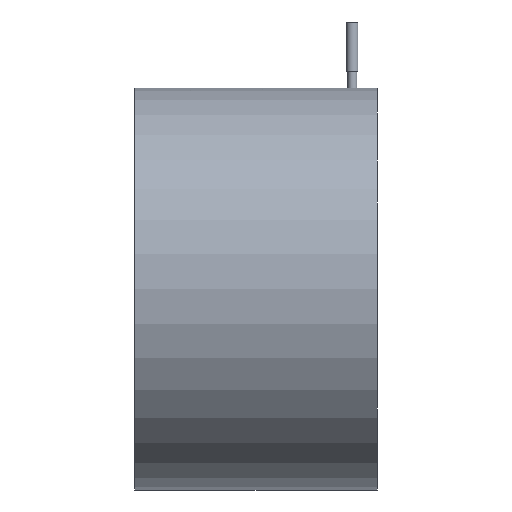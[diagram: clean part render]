
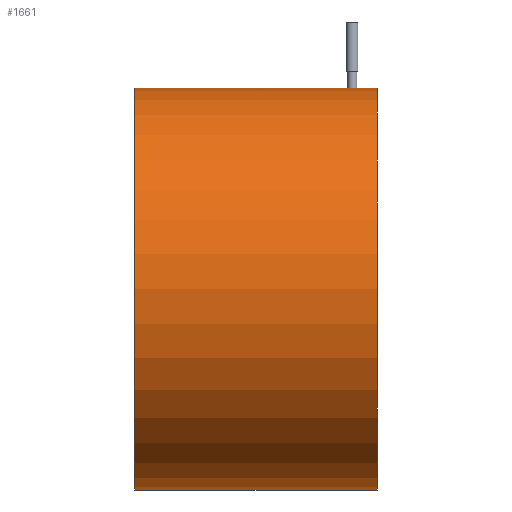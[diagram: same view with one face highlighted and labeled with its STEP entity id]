
A CAD part, front view. The second image highlights one B-rep face of the part: STEP entity #1661.
In plain terms, the highlighted cylindrical face has radius 104.013 mm (diameter 208.026 mm), a partial arc.
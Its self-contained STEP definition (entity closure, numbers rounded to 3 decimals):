
#1462=CARTESIAN_POINT('POINT192',(114.935,0.,
   104.013));
#1463=VERTEX_POINT('VERTEX192',#1462);
#1471=CARTESIAN_POINT('POINT193',(110.109,0.,
   104.013));
#1472=VERTEX_POINT('VERTEX193',#1471);
#1479=CARTESIAN_POINT('POINT194',(112.522,-2.413,
   103.985));
#1480=VERTEX_POINT('VERTEX194',#1479);
#1481=B_SPLINE_CURVE_WITH_KNOTS('SPLINE_CRV4',3,(#1482,#1483,#1484,#1485
   ,#1486,#1487,#1488,#1489,#1490,#1491),.UNSPECIFIED.,.F.,.F.,(4,2,2,2,
   4),(0.,0.036,0.072,
   0.107,0.143),.UNSPECIFIED.);
#1482=CARTESIAN_POINT('',(112.522,-2.413,103.985)
   );
#1483=CARTESIAN_POINT('',(112.219,-2.413,
   103.985));
#1484=CARTESIAN_POINT('',(111.896,-2.352,
   103.986));
#1485=CARTESIAN_POINT('',(111.301,-2.106,
   103.992));
#1486=CARTESIAN_POINT('',(111.03,-1.92,
   103.995));
#1487=CARTESIAN_POINT('',(110.602,-1.492,
   104.003));
#1488=CARTESIAN_POINT('',(110.416,-1.221,
   104.006));
#1489=CARTESIAN_POINT('',(110.17,-0.626,
   104.012));
#1490=CARTESIAN_POINT('',(110.109,-0.303,
   104.013));
#1491=CARTESIAN_POINT('',(110.109,0.,
   104.013));
#1492=EDGE_CURVE('EDGE307',#1480,#1472,#1481,.T.);
#1494=B_SPLINE_CURVE_WITH_KNOTS('SPLINE_CRV5',3,(#1495,#1496,#1497,#1498
   ,#1499,#1500,#1501,#1502,#1503,#1504),.UNSPECIFIED.,.F.,.F.,(4,2,2,2,
   4),(0.429,0.465,0.501,
   0.537,0.573),.UNSPECIFIED.);
#1495=CARTESIAN_POINT('',(114.935,0.,
   104.013));
#1496=CARTESIAN_POINT('',(114.935,-0.303,
   104.013));
#1497=CARTESIAN_POINT('',(114.874,-0.626,
   104.012));
#1498=CARTESIAN_POINT('',(114.628,-1.221,
   104.006));
#1499=CARTESIAN_POINT('',(114.442,-1.492,
   104.003));
#1500=CARTESIAN_POINT('',(114.014,-1.92,
   103.995));
#1501=CARTESIAN_POINT('',(113.743,-2.106,
   103.992));
#1502=CARTESIAN_POINT('',(113.148,-2.352,
   103.986));
#1503=CARTESIAN_POINT('',(112.825,-2.413,
   103.985));
#1504=CARTESIAN_POINT('',(112.522,-2.413,103.985)
   );
#1505=EDGE_CURVE('EDGE308',#1463,#1480,#1494,.T.);
#1570=CARTESIAN_POINT('POINT195',(0.,
   0.,104.013));
#1571=VERTEX_POINT('VERTEX195',#1570);
#1572=CARTESIAN_POINT('POINT196',(0.,
   0.,-104.013));
#1573=VERTEX_POINT('VERTEX196',#1572);
#1574=CARTESIAN_POINT('POS293',(0.,0.,0.)
   );
#1575=DIRECTION('DIR470',(-1.,0.,0.));
#1576=DIRECTION('DIR471',(0.,0.,1.));
#1577=AXIS2_PLACEMENT_3D('AXIS178',#1574,#1575,#1576);
#1578=CIRCLE('ELLIPSE95',#1577,104.013);
#1581=EDGE_CURVE('EDGE311',#1573,#1571,#1578,.T.);
#1611=CARTESIAN_POINT('POINT197',(125.476,0.,
   104.013));
#1612=VERTEX_POINT('VERTEX197',#1611);
#1613=CARTESIAN_POINT('POINT198',(125.476,0.,
   -104.013));
#1614=VERTEX_POINT('VERTEX198',#1613);
#1615=CARTESIAN_POINT('POS295',(125.476,0.,0.));
#1616=DIRECTION('DIR474',(-1.,0.,0.));
#1617=DIRECTION('DIR475',(0.,0.,1.));
#1618=AXIS2_PLACEMENT_3D('AXIS180',#1615,#1616,#1617);
#1619=CIRCLE('ELLIPSE96',#1618,104.013);
#1622=EDGE_CURVE('EDGE313',#1614,#1612,#1619,.T.);
#1632=CARTESIAN_POINT('POS297',(62.738,0.,
   104.013));
#1633=DIRECTION('DIR478',(-1.,0.,0.));
#1634=VECTOR('VEC116',#1633,1.);
#1635=LINE('STRAIGHT116',#1632,#1634);
#1636=EDGE_CURVE('EDGE314',#1612,#1463,#1635,.T.);
#1637=ORIENTED_EDGE('COEDGE620',*,*,#1636,.T.);
#1638=ORIENTED_EDGE('COEDGE621',*,*,#1505,.T.);
#1639=ORIENTED_EDGE('COEDGE622',*,*,#1492,.T.);
#1640=CARTESIAN_POINT('POS298',(62.738,0.,
   104.013));
#1641=DIRECTION('DIR479',(-1.,0.,0.));
#1642=VECTOR('VEC117',#1641,1.);
#1643=LINE('STRAIGHT117',#1640,#1642);
#1644=EDGE_CURVE('EDGE315',#1472,#1571,#1643,.T.);
#1645=ORIENTED_EDGE('COEDGE623',*,*,#1644,.T.);
#1646=ORIENTED_EDGE('COEDGE624',*,*,#1581,.F.);
#1647=CARTESIAN_POINT('POS299',(62.738,0.,
   -104.013));
#1648=DIRECTION('DIR480',(1.,0.,0.));
#1649=VECTOR('VEC118',#1648,1.);
#1650=LINE('STRAIGHT118',#1647,#1649);
#1651=EDGE_CURVE('EDGE316',#1573,#1614,#1650,.T.);
#1652=ORIENTED_EDGE('COEDGE625',*,*,#1651,.T.);
#1653=ORIENTED_EDGE('COEDGE626',*,*,#1622,.T.);
#1654=EDGE_LOOP('NONE',(#1637,#1638,#1639,#1645,#1646,#1652,#1653));
#1655=FACE_BOUND('LOOP1',#1654,.T.);
#1656=CARTESIAN_POINT('POS300',(62.738,0.,0.));
#1657=DIRECTION('DIR481',(-1.,0.,0.));
#1658=DIRECTION('DIR482',(0.,0.,1.));
#1659=AXIS2_PLACEMENT_3D('AXIS182',#1656,#1657,#1658);
#1660=CYLINDRICAL_SURFACE('CONE_SURF58',#1659,104.013);
#1661=ADVANCED_FACE('FACE143',(#1655),#1660,.T.);
